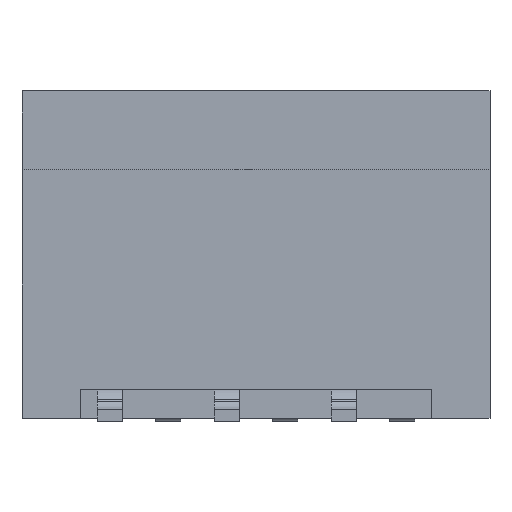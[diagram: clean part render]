
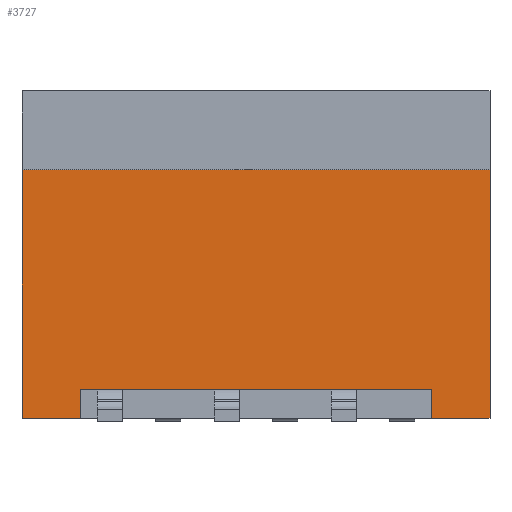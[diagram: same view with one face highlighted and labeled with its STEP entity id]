
A CAD part, front view. The second image highlights one B-rep face of the part: STEP entity #3727.
In plain terms, the highlighted planar face has unit normal (0, -1, 0).
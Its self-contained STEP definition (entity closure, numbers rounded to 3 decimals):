
#150=DIRECTION('',(0.,0.,-1.));
#151=VECTOR('',#150,4.25);
#152=CARTESIAN_POINT('',(-4.,-1.5,-1.35));
#153=LINE('',#152,#151);
#190=DIRECTION('',(1.,0.,0.));
#191=VECTOR('',#190,1.);
#192=CARTESIAN_POINT('',(-4.,-1.5,-5.6));
#193=LINE('',#192,#191);
#206=DIRECTION('',(1.,0.,0.));
#207=VECTOR('',#206,1.);
#208=CARTESIAN_POINT('',(3.,-1.5,-5.6));
#209=LINE('',#208,#207);
#400=DIRECTION('',(0.,0.,-1.));
#401=VECTOR('',#400,4.25);
#402=CARTESIAN_POINT('',(4.,-1.5,-1.35));
#403=LINE('',#402,#401);
#1332=DIRECTION('',(0.,0.,1.));
#1333=VECTOR('',#1332,0.5);
#1334=CARTESIAN_POINT('',(3.,-1.5,-5.6));
#1335=LINE('',#1334,#1333);
#1336=DIRECTION('',(-1.,0.,0.));
#1337=VECTOR('',#1336,6.);
#1338=CARTESIAN_POINT('',(3.,-1.5,-5.1));
#1339=LINE('',#1338,#1337);
#1340=DIRECTION('',(0.,0.,1.));
#1341=VECTOR('',#1340,0.5);
#1342=CARTESIAN_POINT('',(-3.,-1.5,-5.6));
#1343=LINE('',#1342,#1341);
#1344=DIRECTION('',(1.,0.,0.));
#1345=VECTOR('',#1344,8.);
#1346=CARTESIAN_POINT('',(-4.,-1.5,-1.35));
#1347=LINE('',#1346,#1345);
#1672=CARTESIAN_POINT('',(-4.,-1.5,-1.35));
#1673=VERTEX_POINT('',#1672);
#1674=CARTESIAN_POINT('',(-4.,-1.5,-5.6));
#1675=VERTEX_POINT('',#1674);
#1682=CARTESIAN_POINT('',(4.,-1.5,-1.35));
#1683=VERTEX_POINT('',#1682);
#1684=CARTESIAN_POINT('',(4.,-1.5,-5.6));
#1685=VERTEX_POINT('',#1684);
#1700=CARTESIAN_POINT('',(3.,-1.5,-5.6));
#1701=CARTESIAN_POINT('',(3.,-1.5,-5.1));
#1702=VERTEX_POINT('',#1700);
#1703=VERTEX_POINT('',#1701);
#1704=CARTESIAN_POINT('',(-3.,-1.5,-5.1));
#1705=VERTEX_POINT('',#1704);
#1706=CARTESIAN_POINT('',(-3.,-1.5,-5.6));
#1707=VERTEX_POINT('',#1706);
#3710=CARTESIAN_POINT('',(-4.,-1.5,-1.35));
#3711=DIRECTION('',(0.,-1.,0.));
#3712=DIRECTION('',(0.,0.,-1.));
#3713=AXIS2_PLACEMENT_3D('',#3710,#3711,#3712);
#3714=PLANE('',#3713);
#3716=ORIENTED_EDGE('',*,*,#3715,.T.);
#3717=ORIENTED_EDGE('',*,*,#3090,.T.);
#3718=ORIENTED_EDGE('',*,*,#3702,.F.);
#3719=ORIENTED_EDGE('',*,*,#2222,.F.);
#3720=ORIENTED_EDGE('',*,*,#2173,.F.);
#3722=ORIENTED_EDGE('',*,*,#3721,.T.);
#3723=ORIENTED_EDGE('',*,*,#2426,.T.);
#3724=ORIENTED_EDGE('',*,*,#2230,.F.);
#3725=EDGE_LOOP('',(#3716,#3717,#3718,#3719,#3720,#3722,#3723,#3724));
#3726=FACE_OUTER_BOUND('',#3725,.F.);
#2173=EDGE_CURVE('',#1673,#1675,#153,.T.);
#2222=EDGE_CURVE('',#1675,#1707,#193,.T.);
#2230=EDGE_CURVE('',#1702,#1685,#209,.T.);
#2426=EDGE_CURVE('',#1683,#1685,#403,.T.);
#3090=EDGE_CURVE('',#1703,#1705,#1339,.T.);
#3702=EDGE_CURVE('',#1707,#1705,#1343,.T.);
#3715=EDGE_CURVE('',#1702,#1703,#1335,.T.);
#3721=EDGE_CURVE('',#1673,#1683,#1347,.T.);
#3727=ADVANCED_FACE('',(#3726),#3714,.T.);
